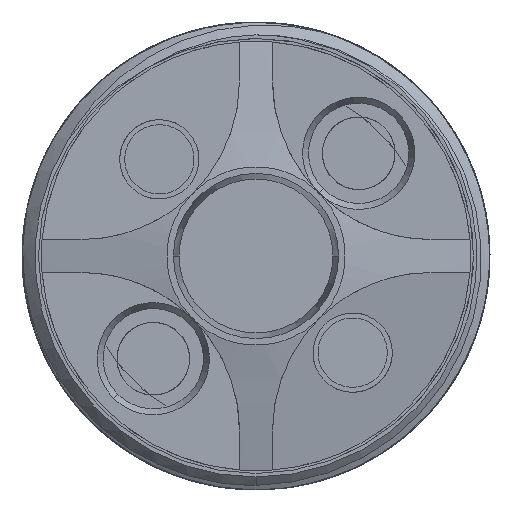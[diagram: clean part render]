
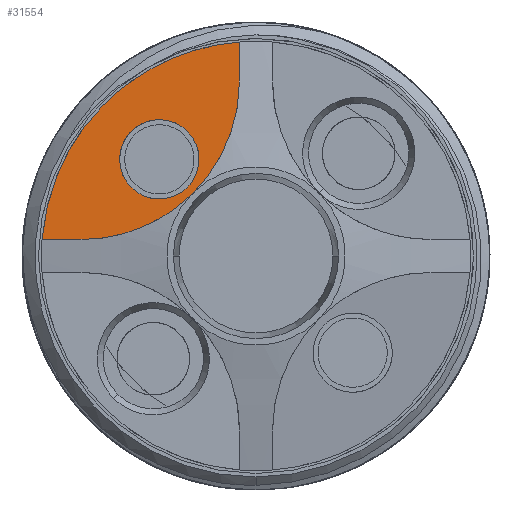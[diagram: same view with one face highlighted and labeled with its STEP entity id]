
A CAD part, left-side view. The second image highlights one B-rep face of the part: STEP entity #31554.
In plain terms, the highlighted face is planar.
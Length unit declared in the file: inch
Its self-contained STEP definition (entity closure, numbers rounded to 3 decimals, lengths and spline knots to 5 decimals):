
#29927=DIRECTION('',(0.977,0.,0.213));
#29928=VECTOR('',#29927,0.06042);
#29929=CARTESIAN_POINT('',(-0.32404,0.025,-0.09594));
#29930=LINE('',#29929,#29928);
#29931=CARTESIAN_POINT('',(-0.32404,0.025,-0.09594));
#29932=CARTESIAN_POINT('',(-0.32225,0.04813,
-0.10059));
#29933=CARTESIAN_POINT('',(-0.31422,0.08994,
-0.10793));
#29934=CARTESIAN_POINT('',(-0.28625,0.16165,
-0.11745));
#29935=CARTESIAN_POINT('',(-0.23372,0.23372,
-0.1217));
#29936=CARTESIAN_POINT('',(-0.16165,0.28625,
-0.11745));
#29937=CARTESIAN_POINT('',(-0.08994,0.31422,
-0.10793));
#29938=CARTESIAN_POINT('',(-0.04813,0.32225,
-0.10059));
#29939=CARTESIAN_POINT('',(-0.025,0.32404,-0.09594));
#29941=DIRECTION('',(0.,0.977,-0.213));
#29942=VECTOR('',#29941,0.06042);
#29943=CARTESIAN_POINT('',(-0.025,0.265,-0.0831));
#29944=LINE('',#29943,#29942);
#29945=CARTESIAN_POINT('',(-0.025,0.265,-0.0831));
#29946=CARTESIAN_POINT('',(-0.025,0.245,-0.07874));
#29947=CARTESIAN_POINT('',(-0.02973,0.20973,
-0.0721));
#29948=CARTESIAN_POINT('',(-0.05036,0.15036,
-0.06367));
#29949=CARTESIAN_POINT('',(-0.09191,0.09191,
-0.06));
#29950=CARTESIAN_POINT('',(-0.15036,0.05036,
-0.06367));
#29951=CARTESIAN_POINT('',(-0.20973,0.02973,
-0.0721));
#29952=CARTESIAN_POINT('',(-0.245,0.025,-0.07874));
#29953=CARTESIAN_POINT('',(-0.265,0.025,-0.0831));
#29955=CARTESIAN_POINT('',(-0.10394,0.10394,
-0.06523));
#29956=CARTESIAN_POINT('',(-0.10894,0.09894,
-0.06523));
#29957=CARTESIAN_POINT('',(-0.12156,0.08995,
-0.06602));
#29958=CARTESIAN_POINT('',(-0.14638,0.08459,
-0.07025));
#29959=CARTESIAN_POINT('',(-0.16702,0.08904,
-0.07571));
#29960=CARTESIAN_POINT('',(-0.18069,0.09673,
-0.08036));
#29961=CARTESIAN_POINT('',(-0.18902,0.10372,
-0.08369));
#29962=CARTESIAN_POINT('',(-0.19601,0.11205,
-0.08703));
#29963=CARTESIAN_POINT('',(-0.2037,0.12572,
-0.09167));
#29964=CARTESIAN_POINT('',(-0.20816,0.14636,
-0.09713));
#29965=CARTESIAN_POINT('',(-0.20279,0.17119,
-0.10137));
#29966=CARTESIAN_POINT('',(-0.1938,0.1838,
-0.10215));
#29967=CARTESIAN_POINT('',(-0.1888,0.1888,
-0.10215));
#29969=CARTESIAN_POINT('',(-0.1888,0.1888,
-0.10215));
#29970=CARTESIAN_POINT('',(-0.1838,0.1938,
-0.10215));
#29971=CARTESIAN_POINT('',(-0.17119,0.20279,
-0.10137));
#29972=CARTESIAN_POINT('',(-0.14636,0.20816,
-0.09713));
#29973=CARTESIAN_POINT('',(-0.12572,0.2037,
-0.09167));
#29974=CARTESIAN_POINT('',(-0.11205,0.19601,
-0.08703));
#29975=CARTESIAN_POINT('',(-0.10372,0.18902,
-0.08369));
#29976=CARTESIAN_POINT('',(-0.09673,0.18069,
-0.08036));
#29977=CARTESIAN_POINT('',(-0.08904,0.16702,
-0.07571));
#29978=CARTESIAN_POINT('',(-0.08459,0.14638,
-0.07025));
#29979=CARTESIAN_POINT('',(-0.08995,0.12156,
-0.06602));
#29980=CARTESIAN_POINT('',(-0.09894,0.10894,
-0.06523));
#29981=CARTESIAN_POINT('',(-0.10394,0.10394,
-0.06523));
#30785=CARTESIAN_POINT('',(-0.32404,0.025,-0.09594));
#30786=CARTESIAN_POINT('',(-0.265,0.025,-0.0831));
#30787=VERTEX_POINT('',#30785);
#30788=VERTEX_POINT('',#30786);
#30789=VERTEX_POINT('',#29945);
#30790=CARTESIAN_POINT('',(-0.025,0.32404,-0.09594));
#30791=VERTEX_POINT('',#30790);
#30880=VERTEX_POINT('',#29955);
#30881=VERTEX_POINT('',#29967);
#31537=CARTESIAN_POINT('',(0.13789,0.32173,-0.06));
#31538=DIRECTION('',(0.208,-0.208,-0.956));
#31539=DIRECTION('',(-0.676,0.676,-0.294));
#31540=AXIS2_PLACEMENT_3D('',#31537,#31538,#31539);
#31541=PLANE('',#31540);
#31542=ORIENTED_EDGE('',*,*,#31531,.F.);
#31543=ORIENTED_EDGE('',*,*,#31481,.T.);
#31544=ORIENTED_EDGE('',*,*,#31502,.F.);
#31545=ORIENTED_EDGE('',*,*,#31518,.T.);
#31546=EDGE_LOOP('',(#31542,#31543,#31544,#31545));
#31547=FACE_OUTER_BOUND('',#31546,.F.);
#31549=ORIENTED_EDGE('',*,*,#31548,.F.);
#31551=ORIENTED_EDGE('',*,*,#31550,.F.);
#31552=EDGE_LOOP('',(#31549,#31551));
#31553=FACE_BOUND('',#31552,.F.);
#31554=ADVANCED_FACE('',(#31547,#31553),#31541,.F.);
#29940=B_SPLINE_CURVE_WITH_KNOTS('',3,(#29931,#29932,#29933,#29934,#29935,
#29936,#29937,#29938,#29939),.UNSPECIFIED.,.F.,.F.,(4,1,1,1,1,1,4),(0.,
0.125,0.25,0.5,0.75,0.875,1.),.UNSPECIFIED.);
#29954=B_SPLINE_CURVE_WITH_KNOTS('',3,(#29945,#29946,#29947,#29948,#29949,
#29950,#29951,#29952,#29953),.UNSPECIFIED.,.F.,.F.,(4,1,1,1,1,1,4),(0.,
0.125,0.25,0.5,0.75,0.875,1.),.UNSPECIFIED.);
#29968=B_SPLINE_CURVE_WITH_KNOTS('',3,(#29955,#29956,#29957,#29958,#29959,
#29960,#29961,#29962,#29963,#29964,#29965,#29966,#29967),.UNSPECIFIED.,.F.,.F.,(
4,1,1,1,1,1,1,1,1,1,4),(0.,0.125,0.25,0.375,0.4375,0.5,0.5625,
0.625,0.75,0.875,1.),.UNSPECIFIED.);
#29982=B_SPLINE_CURVE_WITH_KNOTS('',3,(#29969,#29970,#29971,#29972,#29973,
#29974,#29975,#29976,#29977,#29978,#29979,#29980,#29981),.UNSPECIFIED.,.F.,.F.,(
4,1,1,1,1,1,1,1,1,1,4),(0.,0.125,0.25,0.375,0.4375,0.5,0.5625,
0.625,0.75,0.875,1.),.UNSPECIFIED.);
#31481=EDGE_CURVE('',#30787,#30791,#29940,.T.);
#31502=EDGE_CURVE('',#30789,#30791,#29944,.T.);
#31518=EDGE_CURVE('',#30789,#30788,#29954,.T.);
#31531=EDGE_CURVE('',#30787,#30788,#29930,.T.);
#31548=EDGE_CURVE('',#30880,#30881,#29968,.T.);
#31550=EDGE_CURVE('',#30881,#30880,#29982,.T.);
